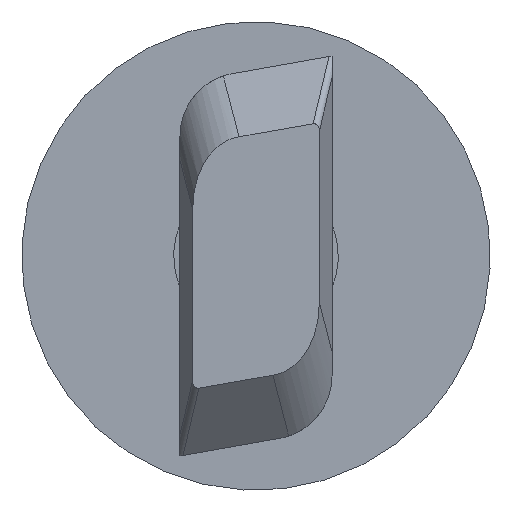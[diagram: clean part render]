
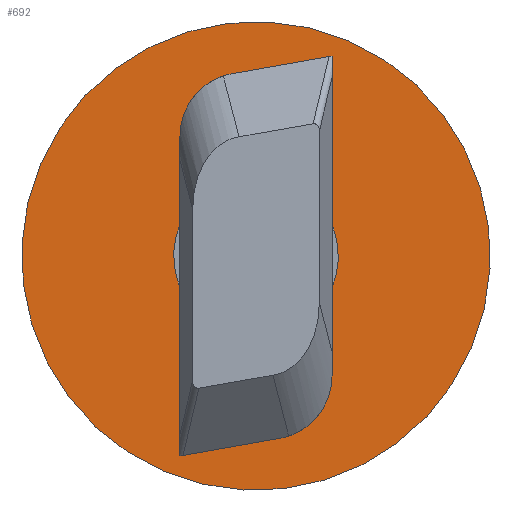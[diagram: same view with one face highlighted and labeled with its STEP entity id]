
A CAD part, left-side view. The second image highlights one B-rep face of the part: STEP entity #692.
In plain terms, the highlighted planar face has unit normal (-1, 0, 0).
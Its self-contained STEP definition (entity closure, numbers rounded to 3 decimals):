
#193=FACE_BOUND('',#218,.T.);
#194=FACE_BOUND('',#219,.T.);
#218=EDGE_LOOP('',(#474));
#219=EDGE_LOOP('',(#475));
#259=CIRCLE('',#742,6.5);
#260=CIRCLE('',#744,18.5);
#289=VERTEX_POINT('',#1067);
#290=VERTEX_POINT('',#1070);
#359=EDGE_CURVE('',#289,#289,#259,.T.);
#360=EDGE_CURVE('',#290,#290,#260,.T.);
#474=ORIENTED_EDGE('',*,*,#359,.T.);
#475=ORIENTED_EDGE('',*,*,#360,.F.);
#618=PLANE('',#746);
#692=ADVANCED_FACE('',(#193,#194),#618,.F.);
#742=AXIS2_PLACEMENT_3D('',#1068,#839,#840);
#744=AXIS2_PLACEMENT_3D('',#1071,#843,#844);
#746=AXIS2_PLACEMENT_3D('',#1074,#847,#848);
#839=DIRECTION('center_axis',(1.,0.,0.));
#840=DIRECTION('ref_axis',(0.,0.892,-0.452));
#843=DIRECTION('center_axis',(1.,0.,0.));
#844=DIRECTION('ref_axis',(0.,-0.892,0.452));
#847=DIRECTION('center_axis',(1.,0.,0.));
#848=DIRECTION('ref_axis',(0.,-0.892,0.452));
#1067=CARTESIAN_POINT('',(-58.041,5.797,-2.941));
#1068=CARTESIAN_POINT('Origin',(-58.041,0.,
0.));
#1070=CARTESIAN_POINT('',(-58.041,16.498,-8.37));
#1071=CARTESIAN_POINT('Origin',(-58.041,0.,
0.));
#1074=CARTESIAN_POINT('Origin',(-58.041,0.,
0.));
